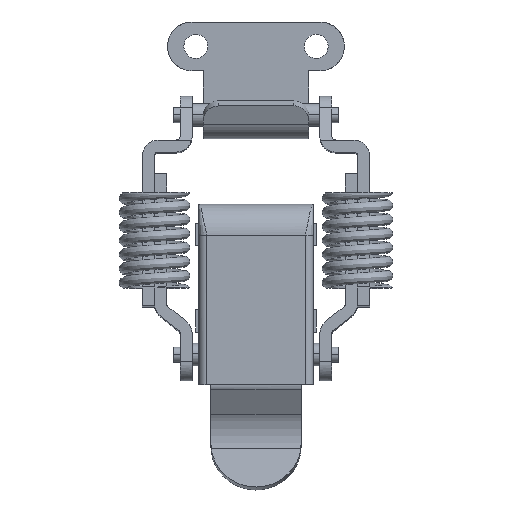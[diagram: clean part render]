
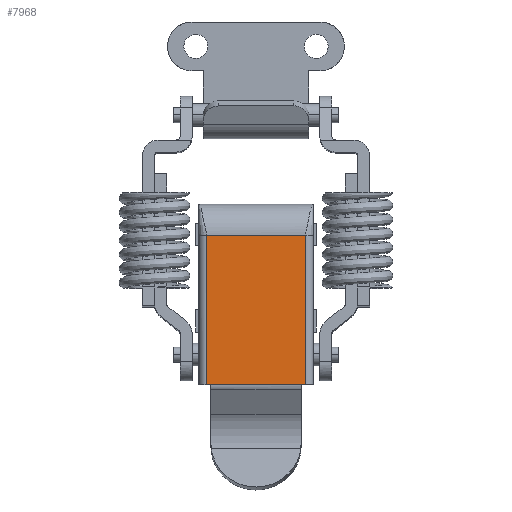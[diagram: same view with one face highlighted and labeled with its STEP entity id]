
A CAD part, front view. The second image highlights one B-rep face of the part: STEP entity #7968.
In plain terms, the highlighted free-form (B-spline) face has degree [1, 1] with [2, 2] control points.
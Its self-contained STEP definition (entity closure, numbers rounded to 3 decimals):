
#7155=CARTESIAN_POINT('',(-6.6,-8.9,-15.45));
#7156=VERTEX_POINT('',#7155);
#7287=CARTESIAN_POINT('',(6.6,-8.9,-15.45));
#7288=VERTEX_POINT('',#7287);
#7289=CARTESIAN_POINT('',(6.6,-8.9,-15.45));
#7290=CARTESIAN_POINT('',(-6.6,-8.9,-15.45));
#7291=QUASI_UNIFORM_CURVE('',1,(#7289,#7290),.UNSPECIFIED.,.F.,.U.);
#7292=EDGE_CURVE('',#7288,#7156,#7291,.T.);
#7937=CARTESIAN_POINT('',(7.259,-8.9,-36.342));
#7938=CARTESIAN_POINT('',(7.259,-8.9,-14.456));
#7939=CARTESIAN_POINT('',(-7.259,-8.9,-36.342));
#7940=CARTESIAN_POINT('',(-7.259,-8.9,-14.456));
#7941=B_SPLINE_SURFACE_WITH_KNOTS('',1,1,((#7937,#7939),(#7938,#7940)),.UNSPECIFIED.,.F.,.F.,.U.,(2,2),(2,2),(0.0,21.886),(0.0,14.519),.UNSPECIFIED.);
#7942=ORIENTED_EDGE('',*,*,#7292,.T.);
#7943=CARTESIAN_POINT('',(-6.6,-8.9,-35.349));
#7944=VERTEX_POINT('',#7943);
#7945=CARTESIAN_POINT('',(-6.6,-8.9,-15.45));
#7946=CARTESIAN_POINT('',(-6.6,-8.9,-22.083));
#7947=CARTESIAN_POINT('',(-6.6,-8.9,-28.716));
#7948=CARTESIAN_POINT('',(-6.6,-8.9,-35.349));
#7949=B_SPLINE_CURVE_WITH_KNOTS('',3,(#7945,#7946,#7947,#7948),.UNSPECIFIED.,.F.,.U.,(4,4),(0.0,0.333),.UNSPECIFIED.);
#7950=EDGE_CURVE('',#7156,#7944,#7949,.T.);
#7951=ORIENTED_EDGE('',*,*,#7950,.T.);
#7952=CARTESIAN_POINT('',(6.6,-8.9,-35.349));
#7953=VERTEX_POINT('',#7952);
#7954=CARTESIAN_POINT('',(-6.6,-8.9,-35.349));
#7955=CARTESIAN_POINT('',(6.6,-8.9,-35.349));
#7956=QUASI_UNIFORM_CURVE('',1,(#7954,#7955),.UNSPECIFIED.,.F.,.U.);
#7957=EDGE_CURVE('',#7944,#7953,#7956,.T.);
#7958=ORIENTED_EDGE('',*,*,#7957,.T.);
#7959=CARTESIAN_POINT('',(6.6,-8.9,-35.349));
#7960=CARTESIAN_POINT('',(6.6,-8.9,-28.716));
#7961=CARTESIAN_POINT('',(6.6,-8.9,-22.083));
#7962=CARTESIAN_POINT('',(6.6,-8.9,-15.45));
#7963=B_SPLINE_CURVE_WITH_KNOTS('',3,(#7959,#7960,#7961,#7962),.UNSPECIFIED.,.F.,.U.,(4,4),(0.0,0.333),.UNSPECIFIED.);
#7964=EDGE_CURVE('',#7953,#7288,#7963,.T.);
#7965=ORIENTED_EDGE('',*,*,#7964,.T.);
#7966=EDGE_LOOP('',(#7942,#7951,#7958,#7965));
#7967=FACE_OUTER_BOUND('',#7966,.T.);
#7968=ADVANCED_FACE('',(#7967),#7941,.T.);
